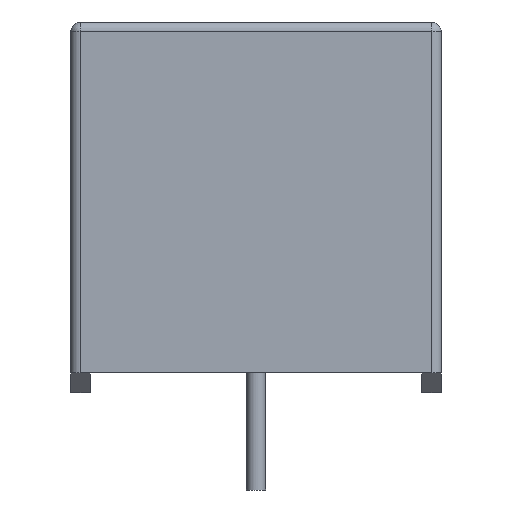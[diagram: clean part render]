
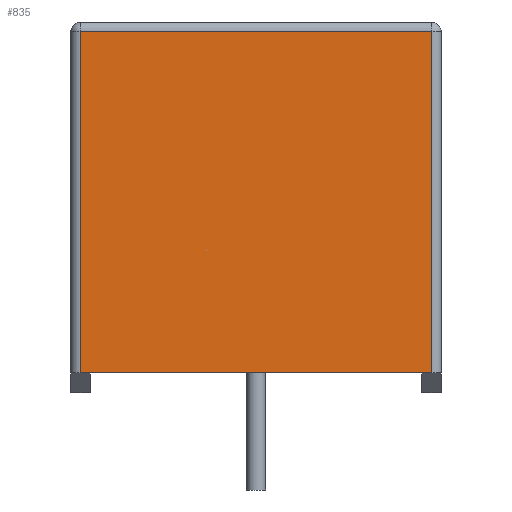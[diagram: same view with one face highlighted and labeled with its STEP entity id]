
A CAD part, left-side view. The second image highlights one B-rep face of the part: STEP entity #835.
In plain terms, the highlighted planar face has unit normal (-1, 0, 0).
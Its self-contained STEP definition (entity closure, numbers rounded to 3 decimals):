
#63=PLANE('',#914);
#106=FACE_OUTER_BOUND('',#166,.T.);
#166=EDGE_LOOP('',(#625,#626,#627,#628));
#240=LINE('',#1427,#326);
#241=LINE('',#1430,#327);
#242=LINE('',#1432,#328);
#243=LINE('',#1433,#329);
#326=VECTOR('',#1020,10.);
#327=VECTOR('',#1023,10.);
#328=VECTOR('',#1024,10.);
#329=VECTOR('',#1025,10.);
#406=VERTEX_POINT('',#1413);
#412=VERTEX_POINT('',#1425);
#413=VERTEX_POINT('',#1429);
#414=VERTEX_POINT('',#1431);
#490=EDGE_CURVE('',#406,#412,#240,.T.);
#491=EDGE_CURVE('',#413,#412,#241,.T.);
#492=EDGE_CURVE('',#414,#413,#242,.T.);
#493=EDGE_CURVE('',#406,#414,#243,.T.);
#625=ORIENTED_EDGE('',*,*,#490,.T.);
#626=ORIENTED_EDGE('',*,*,#491,.F.);
#627=ORIENTED_EDGE('',*,*,#492,.F.);
#628=ORIENTED_EDGE('',*,*,#493,.F.);
#835=ADVANCED_FACE('',(#106),#63,.T.);
#914=AXIS2_PLACEMENT_3D('',#1428,#1021,#1022);
#1020=DIRECTION('',(0.,-1.,0.));
#1021=DIRECTION('center_axis',(-1.,0.,0.));
#1022=DIRECTION('ref_axis',(0.,-1.,0.));
#1023=DIRECTION('',(0.,0.,-1.));
#1024=DIRECTION('',(0.,-1.,0.));
#1025=DIRECTION('',(0.,0.,1.));
#1413=CARTESIAN_POINT('',(-20.75,9.,1.));
#1425=CARTESIAN_POINT('',(-20.75,-9.,1.));
#1427=CARTESIAN_POINT('',(-20.75,4.75,1.));
#1428=CARTESIAN_POINT('Origin',(-20.75,9.5,0.));
#1429=CARTESIAN_POINT('',(-20.75,-9.,18.5));
#1430=CARTESIAN_POINT('',(-20.75,-9.,0.));
#1431=CARTESIAN_POINT('',(-20.75,9.,18.5));
#1432=CARTESIAN_POINT('',(-20.75,4.75,18.5));
#1433=CARTESIAN_POINT('',(-20.75,9.,0.));
